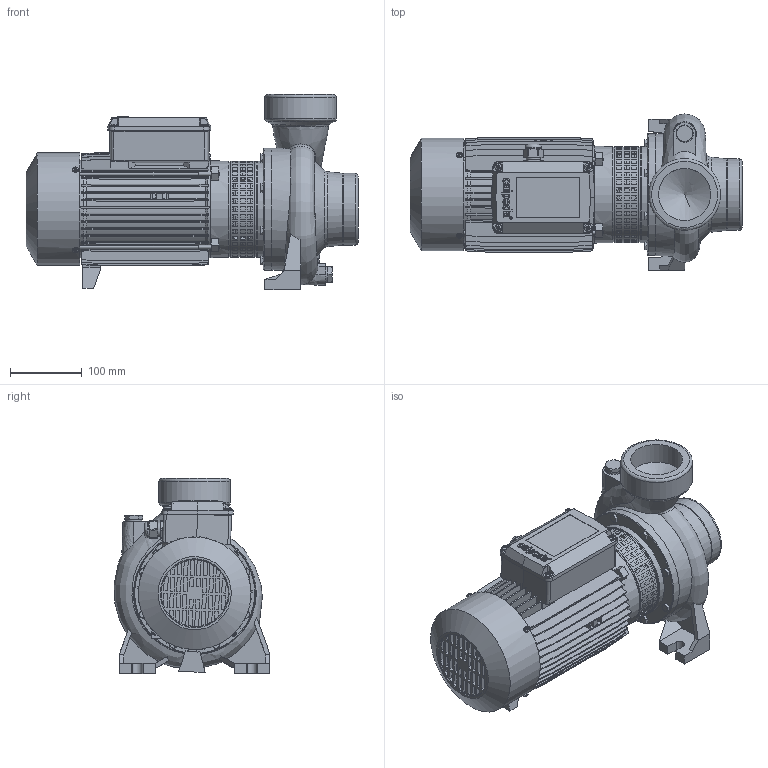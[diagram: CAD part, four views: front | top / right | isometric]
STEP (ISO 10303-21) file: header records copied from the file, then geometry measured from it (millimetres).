
FILE_DESCRIPTION(('STEP AP214'),'2;1');
FILE_NAME('4_93_603_02_REV00.stp','2016-10-31T10:46:01',(''),(''),'2016.1.120','THINKDESIGN','');
FILE_SCHEMA(('AUTOMOTIVE_DESIGN'));
Bounding box: 463 x 217.55 x 272 mm (x, y, z)
Volume: 8773141.1 mm3; surface area: 689739.1 mm2
Topology: 13 solids, 13 shells, 1436 faces, 4393 edges, 3089 vertices
Faces by surface type: plane 986, bspline 272, cylinder 178
Full cylindrical faces by diameter (mm): 2.7 x1, 3 x1, 4 x1, 4.395 x4, 5 x1, 5.035 x4, 6 x16, 7 x4, 8 x4, 10 x4, 13.25 x1, 14.66 x1, 16.662 x2, 20 x1, 20.1 x1, 22 x2, 23 x1, 24 x2, 28.5 x1, 34 x1, 72.5 x2, 100 x2, 130 x1, 134 x1, 136 x2, 157 x1
Entity records: 101804 total; most frequent: CARTESIAN_POINT 50942, ORIENTED_EDGE 7852, DIRECTION 7173, EDGE_CURVE 3926, VECTOR 2773, LINE 2773, VERTEX_POINT 2625, AXIS2_PLACEMENT_3D 2200
